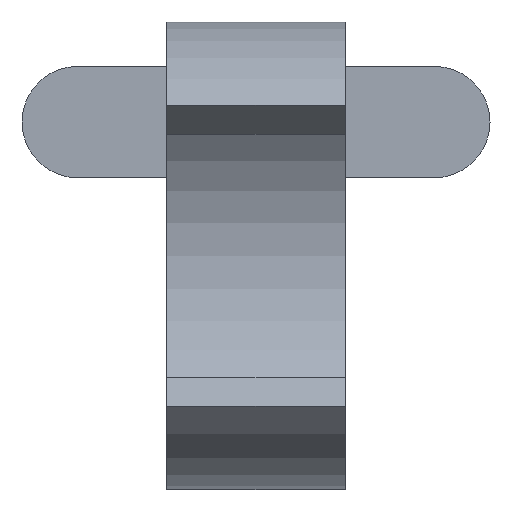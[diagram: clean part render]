
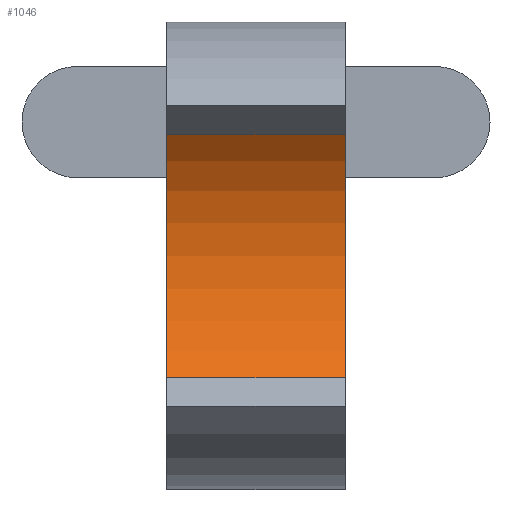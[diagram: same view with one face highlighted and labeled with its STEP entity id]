
A CAD part, front view. The second image highlights one B-rep face of the part: STEP entity #1046.
In plain terms, the highlighted cylindrical face has radius 8.5 mm (diameter 17 mm), a partial arc.
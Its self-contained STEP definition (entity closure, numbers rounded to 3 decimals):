
#735=CARTESIAN_POINT('',(4.,-10.7,-6.));
#736=DIRECTION('',(-1.,0.,0.));
#737=DIRECTION('',(0.,-0.766,0.643));
#738=AXIS2_PLACEMENT_3D('',#735,#736,#737);
#740=DIRECTION('',(1.,0.,0.));
#741=VECTOR('',#740,8.);
#742=CARTESIAN_POINT('',(-4.,-17.211,-11.464));
#743=LINE('',#742,#741);
#744=CARTESIAN_POINT('',(-4.,-10.7,-6.));
#745=DIRECTION('',(1.,0.,0.));
#746=DIRECTION('',(0.,-0.766,-0.643));
#747=AXIS2_PLACEMENT_3D('',#744,#745,#746);
#749=DIRECTION('',(1.,0.,0.));
#750=VECTOR('',#749,8.);
#751=CARTESIAN_POINT('',(-4.,-17.211,-0.536));
#752=LINE('',#751,#750);
#826=CARTESIAN_POINT('',(-4.,-17.211,-0.536));
#828=VERTEX_POINT('',#826);
#830=CARTESIAN_POINT('',(-4.,-17.211,-11.464));
#832=VERTEX_POINT('',#830);
#834=CARTESIAN_POINT('',(4.,-17.211,-0.536));
#836=VERTEX_POINT('',#834);
#838=CARTESIAN_POINT('',(4.,-17.211,-11.464));
#840=VERTEX_POINT('',#838);
#1035=CARTESIAN_POINT('',(4.,-10.7,-6.));
#1036=DIRECTION('',(1.,0.,0.));
#1037=DIRECTION('',(0.,0.,-1.));
#1038=AXIS2_PLACEMENT_3D('',#1035,#1036,#1037);
#1039=CYLINDRICAL_SURFACE('',#1038,8.5);
#1040=ORIENTED_EDGE('',*,*,#967,.T.);
#1041=ORIENTED_EDGE('',*,*,#1028,.F.);
#1042=ORIENTED_EDGE('',*,*,#886,.T.);
#1043=ORIENTED_EDGE('',*,*,#947,.T.);
#1044=EDGE_LOOP('',(#1040,#1041,#1042,#1043));
#1045=FACE_OUTER_BOUND('',#1044,.F.);
#1046=ADVANCED_FACE('',(#1045),#1039,.F.);
#739=CIRCLE('',#738,8.5);
#748=CIRCLE('',#747,8.5);
#886=EDGE_CURVE('',#832,#828,#748,.T.);
#947=EDGE_CURVE('',#828,#836,#752,.T.);
#967=EDGE_CURVE('',#836,#840,#739,.T.);
#1028=EDGE_CURVE('',#832,#840,#743,.T.);
